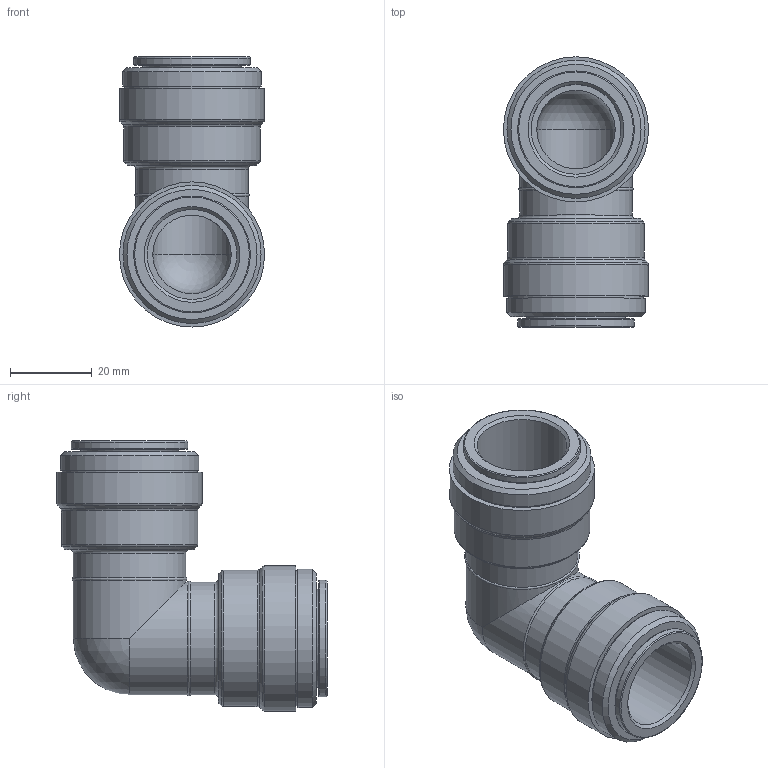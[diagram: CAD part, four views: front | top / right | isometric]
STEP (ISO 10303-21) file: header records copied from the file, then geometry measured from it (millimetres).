
FILE_DESCRIPTION(/* description */ ('STEP AP214'),/* implementation_level */ '2;1');
FILE_NAME(/* name */ '177694_CQL-22',/* time_stamp */ '2024-08-08T14:31:56+02:00',/* author */ ('License CC BY-ND 4.0'),/* organization */ ('CADENAS'),/* preprocessor_version */ 'ST-DEVELOPER v19.3',/* originating_system */ 'PARTsolutions',/* authorisation */ ' ');
FILE_SCHEMA (('INTEGRATED_CNC_SCHEMA','AUTOMOTIVE_DESIGN {1 0 10303 214 3 1 1}'));
Length unit declared in the file: millimetre
Products named in the file (1): 177694 CQL-22
Bounding box: 35.5 x 66.05 x 66.05 mm (x, y, z)
Volume: 38322.7 mm3; surface area: 18094.6 mm2
Topology: 1 solids, 1 shells, 62 faces, 115 edges, 65 vertices
Faces by surface type: cylinder 20, torus 18, plane 14, cone 8, sphere 2
Full cylindrical faces by diameter (mm): 19.2 x2, 22 x2, 23.95 x2, 27.5 x4, 28.55 x2, 33 x2, 33.3 x2, 33.8 x2, 35.5 x2
Entity records: 1290 total; most frequent: DIRECTION 254, CARTESIAN_POINT 189, ORIENTED_EDGE 128, AXIS2_PLACEMENT_3D 127, EDGE_LOOP 122, FACE_BOUND 122, EDGE_CURVE 64, VERTEX_POINT 62
